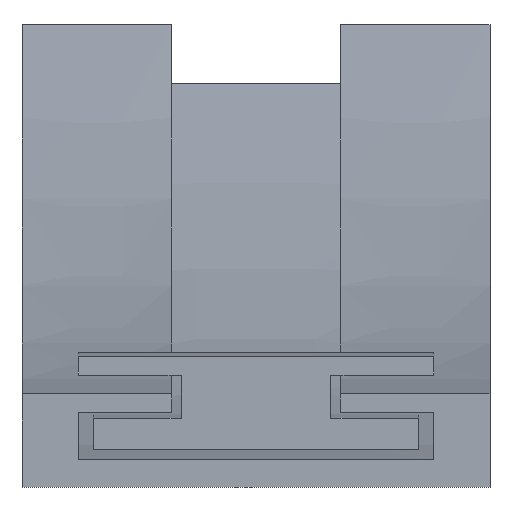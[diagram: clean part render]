
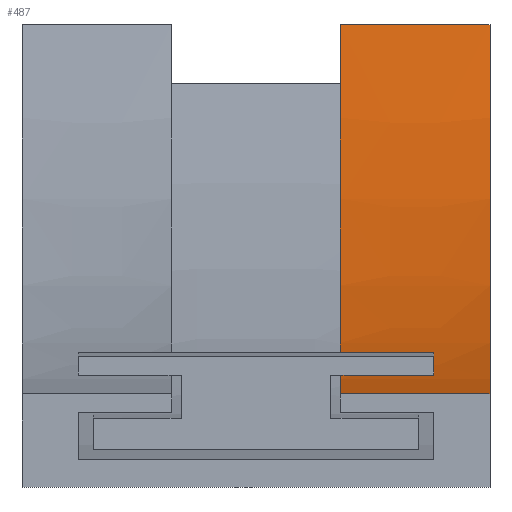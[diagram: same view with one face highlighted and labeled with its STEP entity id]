
A CAD part, front view. The second image highlights one B-rep face of the part: STEP entity #487.
In plain terms, the highlighted free-form (B-spline) face has degree [3, 3] with [4, 7] control points.
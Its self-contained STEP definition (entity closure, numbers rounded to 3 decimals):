
#35=FACE_OUTER_BOUND('',#63,.T.);
#63=EDGE_LOOP('',(#337,#338,#339,#340));
#91=B_SPLINE_CURVE_WITH_KNOTS('',3,(#680,#681,#682,#683,#684,#685,#686),
 .UNSPECIFIED.,.F.,.F.,(4,1,1,1,4),(0.,0.286,0.571,
0.857,1.),.UNSPECIFIED.);
#92=B_SPLINE_CURVE_WITH_KNOTS('',3,(#719,#720,#721,#722,#723,#724,#725),
 .UNSPECIFIED.,.F.,.F.,(4,1,1,1,4),(0.,0.286,0.571,
0.857,1.),.UNSPECIFIED.);
#117=LINE('',#716,#165);
#118=LINE('',#718,#166);
#165=VECTOR('',#552,10.);
#166=VECTOR('',#553,10.);
#213=VERTEX_POINT('',#676);
#214=VERTEX_POINT('',#678);
#215=VERTEX_POINT('',#715);
#216=VERTEX_POINT('',#717);
#263=EDGE_CURVE('',#213,#214,#91,.T.);
#264=EDGE_CURVE('',#213,#215,#117,.T.);
#265=EDGE_CURVE('',#216,#214,#118,.T.);
#266=EDGE_CURVE('',#215,#216,#92,.T.);
#337=ORIENTED_EDGE('',*,*,#264,.F.);
#338=ORIENTED_EDGE('',*,*,#263,.T.);
#339=ORIENTED_EDGE('',*,*,#265,.F.);
#340=ORIENTED_EDGE('',*,*,#266,.F.);
#474=B_SPLINE_SURFACE_WITH_KNOTS('',3,3,((#687,#688,#689,#690,#691,#692,
#693),(#694,#695,#696,#697,#698,#699,#700),(#701,#702,#703,#704,#705,#706,
#707),(#708,#709,#710,#711,#712,#713,#714)),.UNSPECIFIED.,.F.,.F.,.F.,(4,
4),(4,1,1,1,4),(-0.8,0.),(0.,0.286,0.571,0.857,
1.),.UNSPECIFIED.);
#487=ADVANCED_FACE('',(#35),#474,.T.);
#552=DIRECTION('',(-1.,0.,0.));
#553=DIRECTION('',(1.,0.,0.));
#676=CARTESIAN_POINT('',(20.,0.,9.8));
#678=CARTESIAN_POINT('',(20.,87.796,29.525));
#680=CARTESIAN_POINT('Ctrl Pts',(20.,0.,9.8));
#681=CARTESIAN_POINT('Ctrl Pts',(20.,9.071,9.857));
#682=CARTESIAN_POINT('Ctrl Pts',(20.,26.885,10.832));
#683=CARTESIAN_POINT('Ctrl Pts',(20.,52.275,15.495));
#684=CARTESIAN_POINT('Ctrl Pts',(20.,72.308,22.427));
#685=CARTESIAN_POINT('Ctrl Pts',(20.,83.957,27.663));
#686=CARTESIAN_POINT('Ctrl Pts',(20.,87.796,29.525));
#687=CARTESIAN_POINT('Ctrl Pts',(12.,0.,9.8));
#688=CARTESIAN_POINT('Ctrl Pts',(12.,9.071,9.857));
#689=CARTESIAN_POINT('Ctrl Pts',(12.,26.885,10.832));
#690=CARTESIAN_POINT('Ctrl Pts',(12.,52.275,15.495));
#691=CARTESIAN_POINT('Ctrl Pts',(12.,72.308,22.427));
#692=CARTESIAN_POINT('Ctrl Pts',(12.,83.957,27.663));
#693=CARTESIAN_POINT('Ctrl Pts',(12.,87.796,29.525));
#694=CARTESIAN_POINT('Ctrl Pts',(14.667,0.,
9.8));
#695=CARTESIAN_POINT('Ctrl Pts',(14.667,9.071,9.857));
#696=CARTESIAN_POINT('Ctrl Pts',(14.667,26.885,10.832));
#697=CARTESIAN_POINT('Ctrl Pts',(14.667,52.275,15.495));
#698=CARTESIAN_POINT('Ctrl Pts',(14.667,72.308,22.427));
#699=CARTESIAN_POINT('Ctrl Pts',(14.667,83.957,27.663));
#700=CARTESIAN_POINT('Ctrl Pts',(14.667,87.796,29.525));
#701=CARTESIAN_POINT('Ctrl Pts',(17.333,0.,
9.8));
#702=CARTESIAN_POINT('Ctrl Pts',(17.333,9.071,9.857));
#703=CARTESIAN_POINT('Ctrl Pts',(17.333,26.885,10.832));
#704=CARTESIAN_POINT('Ctrl Pts',(17.333,52.275,15.495));
#705=CARTESIAN_POINT('Ctrl Pts',(17.333,72.308,22.427));
#706=CARTESIAN_POINT('Ctrl Pts',(17.333,83.957,27.663));
#707=CARTESIAN_POINT('Ctrl Pts',(17.333,87.796,29.525));
#708=CARTESIAN_POINT('Ctrl Pts',(20.,0.,9.8));
#709=CARTESIAN_POINT('Ctrl Pts',(20.,9.071,9.857));
#710=CARTESIAN_POINT('Ctrl Pts',(20.,26.885,10.832));
#711=CARTESIAN_POINT('Ctrl Pts',(20.,52.275,15.495));
#712=CARTESIAN_POINT('Ctrl Pts',(20.,72.308,22.427));
#713=CARTESIAN_POINT('Ctrl Pts',(20.,83.957,27.663));
#714=CARTESIAN_POINT('Ctrl Pts',(20.,87.796,29.525));
#715=CARTESIAN_POINT('',(12.,0.,9.8));
#716=CARTESIAN_POINT('',(20.,0.,9.8));
#717=CARTESIAN_POINT('',(12.,87.796,29.525));
#718=CARTESIAN_POINT('',(20.,87.796,29.525));
#719=CARTESIAN_POINT('Ctrl Pts',(12.,0.,9.8));
#720=CARTESIAN_POINT('Ctrl Pts',(12.,9.071,9.857));
#721=CARTESIAN_POINT('Ctrl Pts',(12.,26.885,10.832));
#722=CARTESIAN_POINT('Ctrl Pts',(12.,52.275,15.495));
#723=CARTESIAN_POINT('Ctrl Pts',(12.,72.308,22.427));
#724=CARTESIAN_POINT('Ctrl Pts',(12.,83.957,27.663));
#725=CARTESIAN_POINT('Ctrl Pts',(12.,87.796,29.525));
